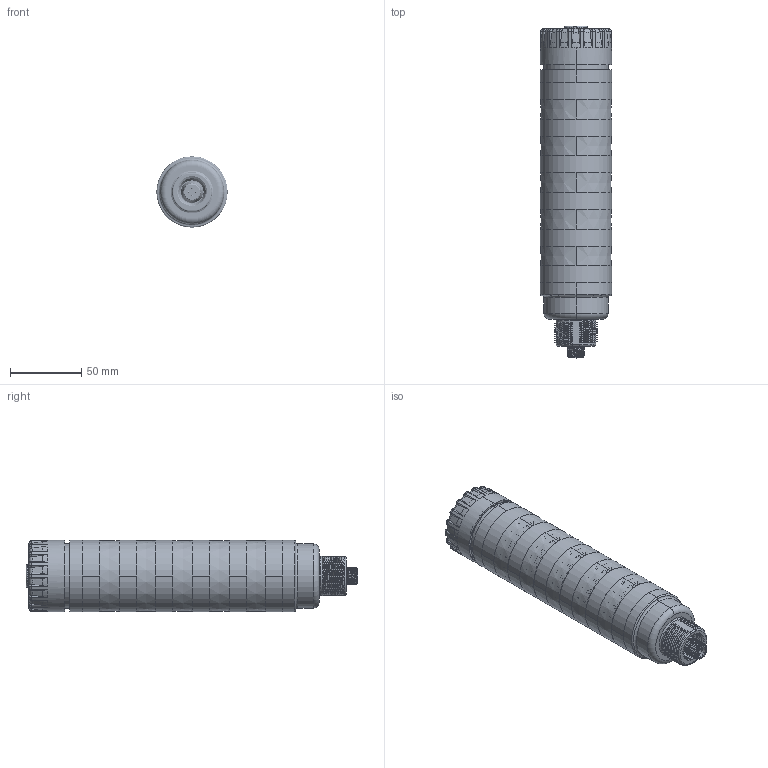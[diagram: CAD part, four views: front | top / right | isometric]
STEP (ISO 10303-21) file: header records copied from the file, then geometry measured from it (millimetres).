
FILE_DESCRIPTION((''),'2;1');
FILE_NAME('205841_ASM','2018-04-27T',('pdmadmin'),('BANNER ENGINEERING'),'CREO PARAMETRIC BY PTC INC, 2016260','CREO PARAMETRIC BY PTC INC, 2016260','');
FILE_SCHEMA(('CONFIG_CONTROL_DESIGN'));
Products named in the file (9): 159072; 141960; 188201; 158231_WEB; 158948; 158950; 143281_WEB_MODEL; 143282; 205841_ASM
Assembly tree (17 placements, depth 2):
  205841_ASM
    159072
    141960
    188201
    158231_WEB  x6
    158948  x5
    158950
    143281_WEB_MODEL
    143282
Bounding box: 50 x 233.4 x 50 mm (x, y, z)
Volume: 134594 mm3; surface area: 153883.7 mm2
Topology: 17 solids, 17 shells, 2807 faces, 7299 edges, 4697 vertices
Faces by surface type: plane 1249, cylinder 830, cone 260, bspline 242, torus 226
Entity records: 84619 total; most frequent: CARTESIAN_POINT 48656, ORIENTED_EDGE 7722, DIRECTION 7276, EDGE_CURVE 3861, AXIS2_PLACEMENT_3D 2847, VERTEX_POINT 2443, EDGE_LOOP 1608, VECTOR 1582
